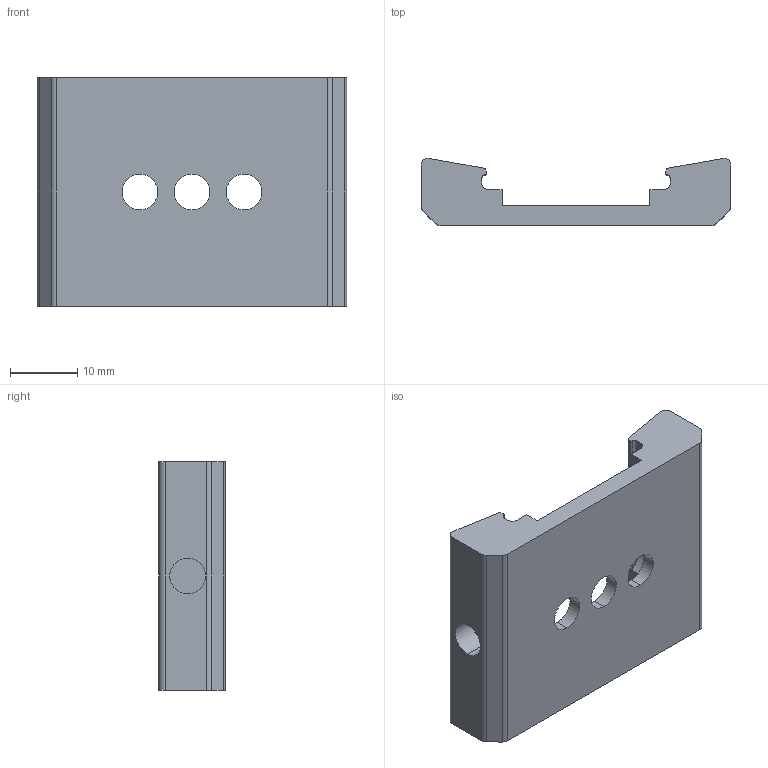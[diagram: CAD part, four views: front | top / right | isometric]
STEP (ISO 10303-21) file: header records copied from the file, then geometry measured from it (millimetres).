
FILE_DESCRIPTION (( 'STEP AP214' ), '1' );
FILE_NAME ('P00G2.STEP', '2025-02-25T16:46:45', ( '' ), ( '' ), 'SwSTEP 2.0', 'SolidWorks 2024', '' );
FILE_SCHEMA (( 'AUTOMOTIVE_DESIGN' ));
Length unit declared in the file: inch
Products named in the file (1): P00G2
Bounding box: 46 x 9.93 x 34 mm (x, y, z)
Volume: 7819.1 mm3; surface area: 5003.3 mm2
Topology: 1 solids, 1 shells, 90 faces, 250 edges, 164 vertices
Faces by surface type: cylinder 42, plane 38, torus 8, bspline 2
Entity records: 3019 total; most frequent: CARTESIAN_POINT 672, ORIENTED_EDGE 500, DIRECTION 476, EDGE_CURVE 250, AXIS2_PLACEMENT_3D 170, VERTEX_POINT 164, VECTOR 136, LINE 136
